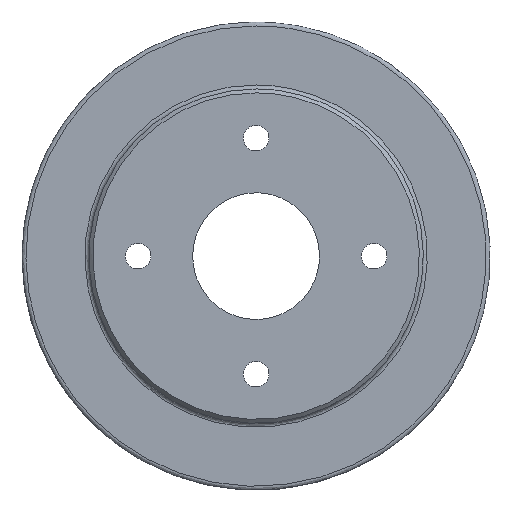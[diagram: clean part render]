
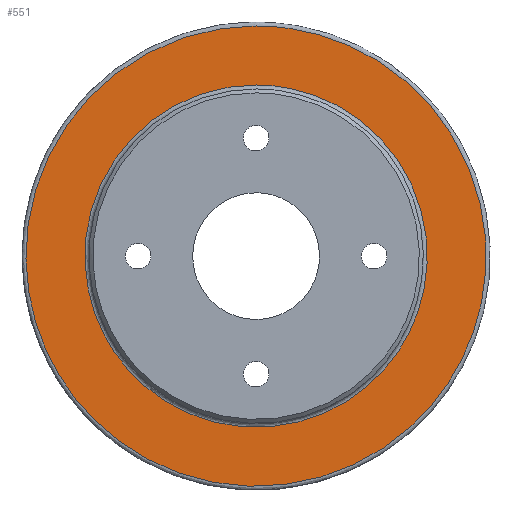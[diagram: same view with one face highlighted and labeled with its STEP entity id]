
A CAD part, left-side view. The second image highlights one B-rep face of the part: STEP entity #551.
In plain terms, the highlighted free-form (B-spline) face has degree [1, 1] with [2, 2] control points.
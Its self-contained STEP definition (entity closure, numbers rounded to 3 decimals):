
#469 = EDGE_CURVE('',#470,#470,#472,.T.);
#470 = VERTEX_POINT('',#471);
#471 = CARTESIAN_POINT('',(22.042,0.,
    50.464));
#472 = ( BOUNDED_CURVE() B_SPLINE_CURVE(2,(#473,#474,#475,#476,#477,#478
,#479),.UNSPECIFIED.,.T.,.F.) B_SPLINE_CURVE_WITH_KNOTS((1,2,2,2,2,1),(
    -2.094,0.,2.094,4.189,6.283,
8.378),.UNSPECIFIED.) CURVE() GEOMETRIC_REPRESENTATION_ITEM() 
RATIONAL_B_SPLINE_CURVE((1.,0.5,1.,0.5,1.,0.5,1.)) REPRESENTATION_ITEM(
  '') );
#473 = CARTESIAN_POINT('',(22.042,0.,
    50.464));
#474 = CARTESIAN_POINT('',(22.042,87.406,
    50.464));
#475 = CARTESIAN_POINT('',(22.042,43.703,
    -25.232));
#476 = CARTESIAN_POINT('',(22.042,0.,
    -100.927));
#477 = CARTESIAN_POINT('',(22.042,-43.703,
    -25.232));
#478 = CARTESIAN_POINT('',(22.042,-87.406,
    50.464));
#479 = CARTESIAN_POINT('',(22.042,0.,
    50.464));
#551 = ADVANCED_FACE('',(#552,#566),#569,.T.);
#552 = FACE_BOUND('',#553,.T.);
#553 = EDGE_LOOP('',(#554));
#554 = ORIENTED_EDGE('',*,*,#555,.T.);
#555 = EDGE_CURVE('',#556,#556,#558,.T.);
#556 = VERTEX_POINT('',#557);
#557 = CARTESIAN_POINT('',(22.042,0.,
    67.865));
#558 = ( BOUNDED_CURVE() B_SPLINE_CURVE(2,(#559,#560,#561,#562,#563,#564
,#565),.UNSPECIFIED.,.T.,.F.) B_SPLINE_CURVE_WITH_KNOTS((1,2,2,2,2,1),(
    -2.094,0.,2.094,4.189,6.283,
8.378),.UNSPECIFIED.) CURVE() GEOMETRIC_REPRESENTATION_ITEM() 
RATIONAL_B_SPLINE_CURVE((1.,0.5,1.,0.5,1.,0.5,1.)) REPRESENTATION_ITEM(
  '') );
#559 = CARTESIAN_POINT('',(22.042,0.,
    67.865));
#560 = CARTESIAN_POINT('',(22.042,117.545,
    67.865));
#561 = CARTESIAN_POINT('',(22.042,58.773,
    -33.932));
#562 = CARTESIAN_POINT('',(22.042,0.,
    -135.73));
#563 = CARTESIAN_POINT('',(22.042,-58.773,
    -33.932));
#564 = CARTESIAN_POINT('',(22.042,-117.545,
    67.865));
#565 = CARTESIAN_POINT('',(22.042,0.,
    67.865));
#566 = FACE_BOUND('',#567,.T.);
#567 = EDGE_LOOP('',(#568));
#568 = ORIENTED_EDGE('',*,*,#469,.F.);
#569 = B_SPLINE_SURFACE_WITH_KNOTS('',1,1,(
    (#570,#571)
    ,(#572,#573
    )),.UNSPECIFIED.,.F.,.F.,.F.,(2,2),(2,2),(-58.5,58.5),(-58.5,58.5),
  .PIECEWISE_BEZIER_KNOTS.);
#570 = CARTESIAN_POINT('',(22.042,-67.865,
    -67.865));
#571 = CARTESIAN_POINT('',(22.042,67.865,
    -67.865));
#572 = CARTESIAN_POINT('',(22.042,-67.865,
    67.865));
#573 = CARTESIAN_POINT('',(22.042,67.865,
    67.865));
